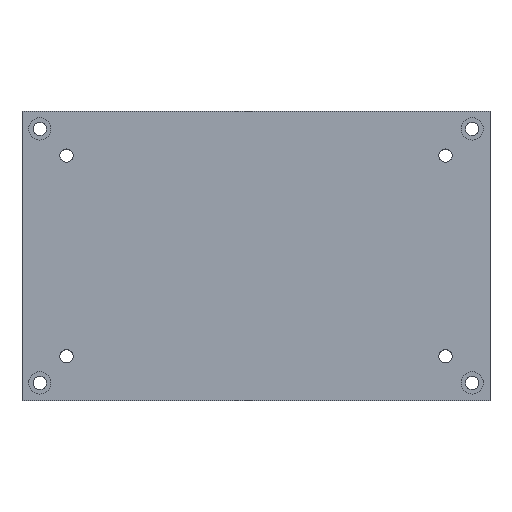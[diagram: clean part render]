
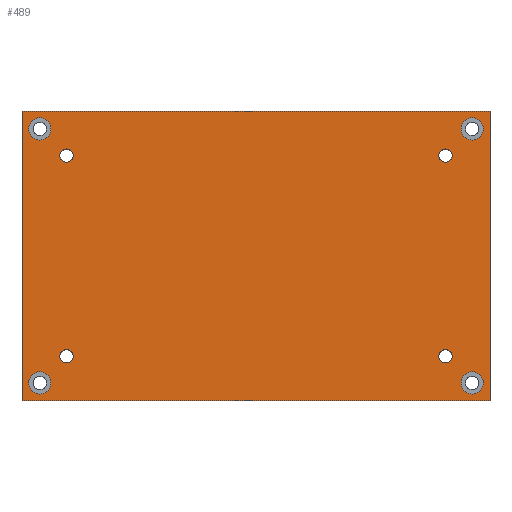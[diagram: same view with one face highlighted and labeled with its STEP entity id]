
A CAD part, top view. The second image highlights one B-rep face of the part: STEP entity #489.
In plain terms, the highlighted planar face has unit normal (0, 0, 1).
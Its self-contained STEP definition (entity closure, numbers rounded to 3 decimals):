
#23=FACE_BOUND('',#120,.T.);
#24=FACE_BOUND('',#121,.T.);
#25=FACE_BOUND('',#122,.T.);
#26=FACE_BOUND('',#123,.T.);
#27=FACE_BOUND('',#124,.T.);
#28=FACE_BOUND('',#125,.T.);
#29=FACE_BOUND('',#126,.T.);
#30=FACE_BOUND('',#127,.T.);
#51=PLANE('',#565);
#81=FACE_OUTER_BOUND('',#119,.T.);
#119=EDGE_LOOP('',(#421,#422,#423,#424));
#120=EDGE_LOOP('',(#425));
#121=EDGE_LOOP('',(#426));
#122=EDGE_LOOP('',(#427));
#123=EDGE_LOOP('',(#428));
#124=EDGE_LOOP('',(#429));
#125=EDGE_LOOP('',(#430));
#126=EDGE_LOOP('',(#431));
#127=EDGE_LOOP('',(#432));
#155=LINE('',#833,#183);
#158=LINE('',#839,#186);
#161=LINE('',#845,#189);
#164=LINE('',#849,#192);
#183=VECTOR('',#701,10.);
#186=VECTOR('',#706,10.);
#189=VECTOR('',#711,10.);
#192=VECTOR('',#716,10.);
#194=CIRCLE('',#507,2.5);
#197=CIRCLE('',#512,2.5);
#200=CIRCLE('',#517,2.5);
#203=CIRCLE('',#522,2.5);
#221=CIRCLE('',#554,1.5);
#222=CIRCLE('',#556,1.5);
#223=CIRCLE('',#558,1.5);
#224=CIRCLE('',#560,1.5);
#226=VERTEX_POINT('',#725);
#229=VERTEX_POINT('',#734);
#232=VERTEX_POINT('',#743);
#235=VERTEX_POINT('',#752);
#253=VERTEX_POINT('',#811);
#254=VERTEX_POINT('',#815);
#255=VERTEX_POINT('',#819);
#256=VERTEX_POINT('',#823);
#259=VERTEX_POINT('',#830);
#260=VERTEX_POINT('',#832);
#262=VERTEX_POINT('',#838);
#264=VERTEX_POINT('',#844);
#267=EDGE_CURVE('',#226,#226,#194,.T.);
#271=EDGE_CURVE('',#229,#229,#197,.T.);
#275=EDGE_CURVE('',#232,#232,#200,.T.);
#279=EDGE_CURVE('',#235,#235,#203,.T.);
#305=EDGE_CURVE('',#253,#253,#221,.T.);
#307=EDGE_CURVE('',#254,#254,#222,.T.);
#309=EDGE_CURVE('',#255,#255,#223,.T.);
#311=EDGE_CURVE('',#256,#256,#224,.T.);
#315=EDGE_CURVE('',#260,#259,#155,.T.);
#318=EDGE_CURVE('',#262,#260,#158,.T.);
#321=EDGE_CURVE('',#264,#262,#161,.T.);
#324=EDGE_CURVE('',#259,#264,#164,.T.);
#421=ORIENTED_EDGE('',*,*,#324,.T.);
#422=ORIENTED_EDGE('',*,*,#321,.T.);
#423=ORIENTED_EDGE('',*,*,#318,.T.);
#424=ORIENTED_EDGE('',*,*,#315,.T.);
#425=ORIENTED_EDGE('',*,*,#267,.T.);
#426=ORIENTED_EDGE('',*,*,#271,.T.);
#427=ORIENTED_EDGE('',*,*,#275,.T.);
#428=ORIENTED_EDGE('',*,*,#279,.T.);
#429=ORIENTED_EDGE('',*,*,#307,.T.);
#430=ORIENTED_EDGE('',*,*,#311,.T.);
#431=ORIENTED_EDGE('',*,*,#305,.T.);
#432=ORIENTED_EDGE('',*,*,#309,.T.);
#489=ADVANCED_FACE('',(#81,#23,#24,#25,#26,#27,#28,#29,#30),#51,.T.);
#507=AXIS2_PLACEMENT_3D('',#727,#574,#575);
#512=AXIS2_PLACEMENT_3D('',#736,#585,#586);
#517=AXIS2_PLACEMENT_3D('',#745,#596,#597);
#522=AXIS2_PLACEMENT_3D('',#754,#607,#608);
#554=AXIS2_PLACEMENT_3D('',#812,#679,#680);
#556=AXIS2_PLACEMENT_3D('',#816,#684,#685);
#558=AXIS2_PLACEMENT_3D('',#820,#689,#690);
#560=AXIS2_PLACEMENT_3D('',#824,#694,#695);
#565=AXIS2_PLACEMENT_3D('',#850,#717,#718);
#574=DIRECTION('center_axis',(0.,0.,-1.));
#575=DIRECTION('ref_axis',(-1.,0.,0.));
#585=DIRECTION('center_axis',(0.,0.,-1.));
#586=DIRECTION('ref_axis',(-1.,0.,0.));
#596=DIRECTION('center_axis',(0.,0.,-1.));
#597=DIRECTION('ref_axis',(-1.,0.,0.));
#607=DIRECTION('center_axis',(0.,0.,-1.));
#608=DIRECTION('ref_axis',(-1.,0.,0.));
#679=DIRECTION('center_axis',(0.,0.,-1.));
#680=DIRECTION('ref_axis',(-1.,0.,0.));
#684=DIRECTION('center_axis',(0.,0.,-1.));
#685=DIRECTION('ref_axis',(-1.,0.,0.));
#689=DIRECTION('center_axis',(0.,0.,-1.));
#690=DIRECTION('ref_axis',(-1.,0.,0.));
#694=DIRECTION('center_axis',(0.,0.,-1.));
#695=DIRECTION('ref_axis',(-1.,0.,0.));
#701=DIRECTION('',(1.,0.,0.));
#706=DIRECTION('',(0.,-1.,0.));
#711=DIRECTION('',(-1.,0.,0.));
#716=DIRECTION('',(0.,1.,0.));
#717=DIRECTION('center_axis',(0.,0.,1.));
#718=DIRECTION('ref_axis',(-1.,0.,0.));
#725=CARTESIAN_POINT('',(-8.5,-28.5,20.));
#727=CARTESIAN_POINT('Origin',(-11.,-28.5,20.));
#734=CARTESIAN_POINT('',(-8.5,28.5,20.));
#736=CARTESIAN_POINT('Origin',(-11.,28.5,20.));
#743=CARTESIAN_POINT('',(88.5,-28.5,20.));
#745=CARTESIAN_POINT('Origin',(86.,-28.5,20.));
#752=CARTESIAN_POINT('',(88.5,28.5,20.));
#754=CARTESIAN_POINT('Origin',(86.,28.5,20.));
#811=CARTESIAN_POINT('',(-3.5,22.5,20.));
#812=CARTESIAN_POINT('Origin',(-5.,22.5,20.));
#815=CARTESIAN_POINT('',(81.5,-22.5,20.));
#816=CARTESIAN_POINT('Origin',(80.,-22.5,20.));
#819=CARTESIAN_POINT('',(81.5,22.5,20.));
#820=CARTESIAN_POINT('Origin',(80.,22.5,20.));
#823=CARTESIAN_POINT('',(-3.5,-22.5,20.));
#824=CARTESIAN_POINT('Origin',(-5.,-22.5,20.));
#830=CARTESIAN_POINT('',(90.,-32.5,20.));
#832=CARTESIAN_POINT('',(-15.,-32.5,20.));
#833=CARTESIAN_POINT('',(-15.,-32.5,20.));
#838=CARTESIAN_POINT('',(-15.,32.5,20.));
#839=CARTESIAN_POINT('',(-15.,22.5,20.));
#844=CARTESIAN_POINT('',(90.,32.5,20.));
#845=CARTESIAN_POINT('',(90.,32.5,20.));
#849=CARTESIAN_POINT('',(90.,-22.5,20.));
#850=CARTESIAN_POINT('Origin',(37.5,0.,20.));
